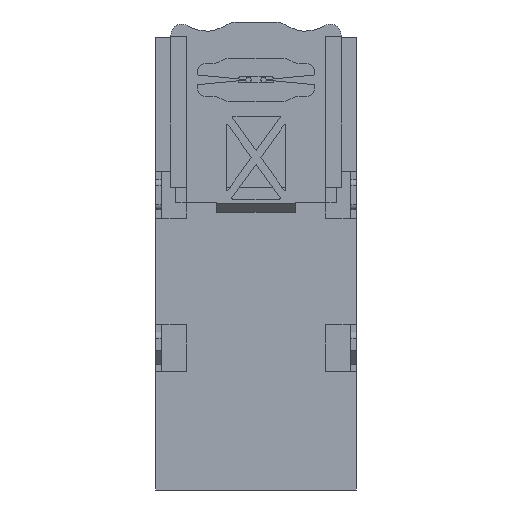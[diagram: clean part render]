
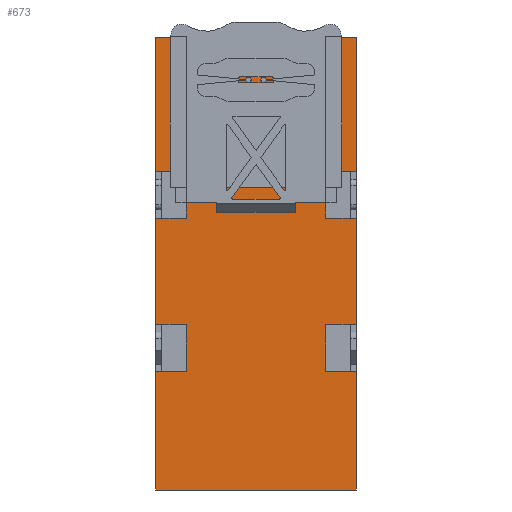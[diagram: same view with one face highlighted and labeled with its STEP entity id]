
A CAD part, left-side view. The second image highlights one B-rep face of the part: STEP entity #673.
In plain terms, the highlighted planar face has unit normal (-1, 0, 0).
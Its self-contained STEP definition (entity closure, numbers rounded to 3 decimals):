
#484=CARTESIAN_POINT('',(-99.8,0.0,0.0));
#485=DIRECTION('',(-1.0,0.0,0.0));
#486=DIRECTION('',(0.0,0.0,1.0));
#487=AXIS2_PLACEMENT_3D('',#484,#485,#486);
#488=PLANE('',#487);
#489=CARTESIAN_POINT('',(-99.8,8.5,32.75));
#490=VERTEX_POINT('',#489);
#491=CARTESIAN_POINT('',(-99.8,8.5,45.75));
#492=VERTEX_POINT('',#491);
#493=CARTESIAN_POINT('',(-99.8,8.5,32.75));
#494=DIRECTION('',(0.0,0.0,1.0));
#495=VECTOR('',#494,13.);
#496=LINE('',#493,#495);
#497=EDGE_CURVE('',#490,#492,#496,.T.);
#498=ORIENTED_EDGE('',*,*,#497,.T.);
#499=CARTESIAN_POINT('',(-99.8,0.0,45.75));
#500=VERTEX_POINT('',#499);
#501=CARTESIAN_POINT('',(-99.8,8.5,45.75));
#502=DIRECTION('',(0.0,-1.0,0.0));
#503=VECTOR('',#502,8.5);
#504=LINE('',#501,#503);
#505=EDGE_CURVE('',#492,#500,#504,.T.);
#506=ORIENTED_EDGE('',*,*,#505,.T.);
#507=CARTESIAN_POINT('',(-99.8,0.0,75.2));
#508=VERTEX_POINT('',#507);
#509=CARTESIAN_POINT('',(-99.8,0.0,45.75));
#510=DIRECTION('',(0.0,0.0,1.0));
#511=VECTOR('',#510,29.45);
#512=LINE('',#509,#511);
#513=EDGE_CURVE('',#500,#508,#512,.T.);
#514=ORIENTED_EDGE('',*,*,#513,.T.);
#515=CARTESIAN_POINT('',(-99.8,8.5,75.2));
#516=VERTEX_POINT('',#515);
#517=CARTESIAN_POINT('',(-99.8,0.0,75.2));
#518=DIRECTION('',(0.0,1.0,0.0));
#519=VECTOR('',#518,8.5);
#520=LINE('',#517,#519);
#521=EDGE_CURVE('',#508,#516,#520,.T.);
#522=ORIENTED_EDGE('',*,*,#521,.T.);
#523=CARTESIAN_POINT('',(-99.8,8.5,88.2));
#524=VERTEX_POINT('',#523);
#525=CARTESIAN_POINT('',(-99.8,8.5,75.2));
#526=DIRECTION('',(0.0,0.0,1.0));
#527=VECTOR('',#526,13.);
#528=LINE('',#525,#527);
#529=EDGE_CURVE('',#516,#524,#528,.T.);
#530=ORIENTED_EDGE('',*,*,#529,.T.);
#531=CARTESIAN_POINT('',(-99.8,0.0,88.2));
#532=VERTEX_POINT('',#531);
#533=CARTESIAN_POINT('',(-99.8,8.5,88.2));
#534=DIRECTION('',(0.0,-1.0,0.0));
#535=VECTOR('',#534,8.5);
#536=LINE('',#533,#535);
#537=EDGE_CURVE('',#524,#532,#536,.T.);
#538=ORIENTED_EDGE('',*,*,#537,.T.);
#539=CARTESIAN_POINT('',(-99.8,0.0,125.2));
#540=VERTEX_POINT('',#539);
#541=CARTESIAN_POINT('',(-99.8,0.0,88.2));
#542=DIRECTION('',(0.0,0.0,1.0));
#543=VECTOR('',#542,37.);
#544=LINE('',#541,#543);
#545=EDGE_CURVE('',#532,#540,#544,.T.);
#546=ORIENTED_EDGE('',*,*,#545,.T.);
#547=CARTESIAN_POINT('',(-99.8,55.5,125.2));
#548=VERTEX_POINT('',#547);
#549=CARTESIAN_POINT('',(-99.8,0.0,125.2));
#550=DIRECTION('',(0.0,1.0,0.0));
#551=VECTOR('',#550,55.5);
#552=LINE('',#549,#551);
#553=EDGE_CURVE('',#540,#548,#552,.T.);
#554=ORIENTED_EDGE('',*,*,#553,.T.);
#555=CARTESIAN_POINT('',(-99.8,55.5,88.2));
#556=VERTEX_POINT('',#555);
#557=CARTESIAN_POINT('',(-99.8,55.5,88.2));
#558=DIRECTION('',(0.0,0.0,1.0));
#559=VECTOR('',#558,37.);
#560=LINE('',#557,#559);
#561=EDGE_CURVE('',#556,#548,#560,.T.);
#562=ORIENTED_EDGE('',*,*,#561,.F.);
#563=CARTESIAN_POINT('',(-99.8,47.0,88.2));
#564=VERTEX_POINT('',#563);
#565=CARTESIAN_POINT('',(-99.8,55.5,88.2));
#566=DIRECTION('',(0.0,-1.0,0.0));
#567=VECTOR('',#566,8.5);
#568=LINE('',#565,#567);
#569=EDGE_CURVE('',#556,#564,#568,.T.);
#570=ORIENTED_EDGE('',*,*,#569,.T.);
#571=CARTESIAN_POINT('',(-99.8,47.0,75.2));
#572=VERTEX_POINT('',#571);
#573=CARTESIAN_POINT('',(-99.8,47.0,88.2));
#574=DIRECTION('',(0.0,0.0,-1.0));
#575=VECTOR('',#574,13.);
#576=LINE('',#573,#575);
#577=EDGE_CURVE('',#564,#572,#576,.T.);
#578=ORIENTED_EDGE('',*,*,#577,.T.);
#579=CARTESIAN_POINT('',(-99.8,55.5,75.2));
#580=VERTEX_POINT('',#579);
#581=CARTESIAN_POINT('',(-99.8,47.0,75.2));
#582=DIRECTION('',(0.0,1.0,0.0));
#583=VECTOR('',#582,8.5);
#584=LINE('',#581,#583);
#585=EDGE_CURVE('',#572,#580,#584,.T.);
#586=ORIENTED_EDGE('',*,*,#585,.T.);
#587=CARTESIAN_POINT('',(-99.8,55.5,45.75));
#588=VERTEX_POINT('',#587);
#589=CARTESIAN_POINT('',(-99.8,55.5,45.75));
#590=DIRECTION('',(0.0,0.0,1.0));
#591=VECTOR('',#590,29.45);
#592=LINE('',#589,#591);
#593=EDGE_CURVE('',#588,#580,#592,.T.);
#594=ORIENTED_EDGE('',*,*,#593,.F.);
#595=CARTESIAN_POINT('',(-99.8,47.0,45.75));
#596=VERTEX_POINT('',#595);
#597=CARTESIAN_POINT('',(-99.8,55.5,45.75));
#598=DIRECTION('',(0.0,-1.0,0.0));
#599=VECTOR('',#598,8.5);
#600=LINE('',#597,#599);
#601=EDGE_CURVE('',#588,#596,#600,.T.);
#602=ORIENTED_EDGE('',*,*,#601,.T.);
#603=CARTESIAN_POINT('',(-99.8,47.0,32.75));
#604=VERTEX_POINT('',#603);
#605=CARTESIAN_POINT('',(-99.8,47.0,45.75));
#606=DIRECTION('',(0.0,0.0,-1.0));
#607=VECTOR('',#606,13.);
#608=LINE('',#605,#607);
#609=EDGE_CURVE('',#596,#604,#608,.T.);
#610=ORIENTED_EDGE('',*,*,#609,.T.);
#611=CARTESIAN_POINT('',(-99.8,55.5,32.75));
#612=VERTEX_POINT('',#611);
#613=CARTESIAN_POINT('',(-99.8,47.0,32.75));
#614=DIRECTION('',(0.0,1.0,0.0));
#615=VECTOR('',#614,8.5);
#616=LINE('',#613,#615);
#617=EDGE_CURVE('',#604,#612,#616,.T.);
#618=ORIENTED_EDGE('',*,*,#617,.T.);
#619=CARTESIAN_POINT('',(-99.8,55.5,0.0));
#620=VERTEX_POINT('',#619);
#621=CARTESIAN_POINT('',(-99.8,55.5,0.0));
#622=DIRECTION('',(0.0,0.0,1.0));
#623=VECTOR('',#622,32.75);
#624=LINE('',#621,#623);
#625=EDGE_CURVE('',#620,#612,#624,.T.);
#626=ORIENTED_EDGE('',*,*,#625,.F.);
#627=CARTESIAN_POINT('',(-99.8,0.0,0.0));
#628=VERTEX_POINT('',#627);
#629=CARTESIAN_POINT('',(-99.8,0.0,0.0));
#630=DIRECTION('',(0.0,1.0,0.0));
#631=VECTOR('',#630,55.5);
#632=LINE('',#629,#631);
#633=EDGE_CURVE('',#628,#620,#632,.T.);
#634=ORIENTED_EDGE('',*,*,#633,.F.);
#635=CARTESIAN_POINT('',(-99.8,0.0,32.75));
#636=VERTEX_POINT('',#635);
#637=CARTESIAN_POINT('',(-99.8,0.0,0.0));
#638=DIRECTION('',(0.0,0.0,1.0));
#639=VECTOR('',#638,32.75);
#640=LINE('',#637,#639);
#641=EDGE_CURVE('',#628,#636,#640,.T.);
#642=ORIENTED_EDGE('',*,*,#641,.T.);
#643=CARTESIAN_POINT('',(-99.8,0.0,32.75));
#644=DIRECTION('',(0.0,1.0,0.0));
#645=VECTOR('',#644,8.5);
#646=LINE('',#643,#645);
#647=EDGE_CURVE('',#636,#490,#646,.T.);
#648=ORIENTED_EDGE('',*,*,#647,.T.);
#649=EDGE_LOOP('',(#498,#506,#514,#522,#530,#538,#546,#554,#562,#570,#578,#586,#594,#602,#610,#618,#626,#634,#642,#648));
#650=FACE_OUTER_BOUND('',#649,.T.);
#651=CARTESIAN_POINT('',(-99.8,41.75,102.2));
#652=VERTEX_POINT('',#651);
#653=CARTESIAN_POINT('',(-99.8,41.75,100.7));
#654=DIRECTION('',(1.0,0.0,0.0));
#655=DIRECTION('',(0.0,0.0,-1.0));
#656=AXIS2_PLACEMENT_3D('',#653,#654,#655);
#657=CIRCLE('',#656,1.5);
#658=EDGE_CURVE('',#652,#652,#657,.T.);
#659=ORIENTED_EDGE('',*,*,#658,.T.);
#660=EDGE_LOOP('',(#659));
#661=FACE_BOUND('',#660,.T.);
#662=CARTESIAN_POINT('',(-99.8,13.75,102.2));
#663=VERTEX_POINT('',#662);
#664=CARTESIAN_POINT('',(-99.8,13.75,100.7));
#665=DIRECTION('',(1.0,0.0,0.0));
#666=DIRECTION('',(0.0,0.0,-1.0));
#667=AXIS2_PLACEMENT_3D('',#664,#665,#666);
#668=CIRCLE('',#667,1.5);
#669=EDGE_CURVE('',#663,#663,#668,.T.);
#670=ORIENTED_EDGE('',*,*,#669,.T.);
#671=EDGE_LOOP('',(#670));
#672=FACE_BOUND('',#671,.T.);
#673=ADVANCED_FACE('',(#650,#661,#672),#488,.T.);
